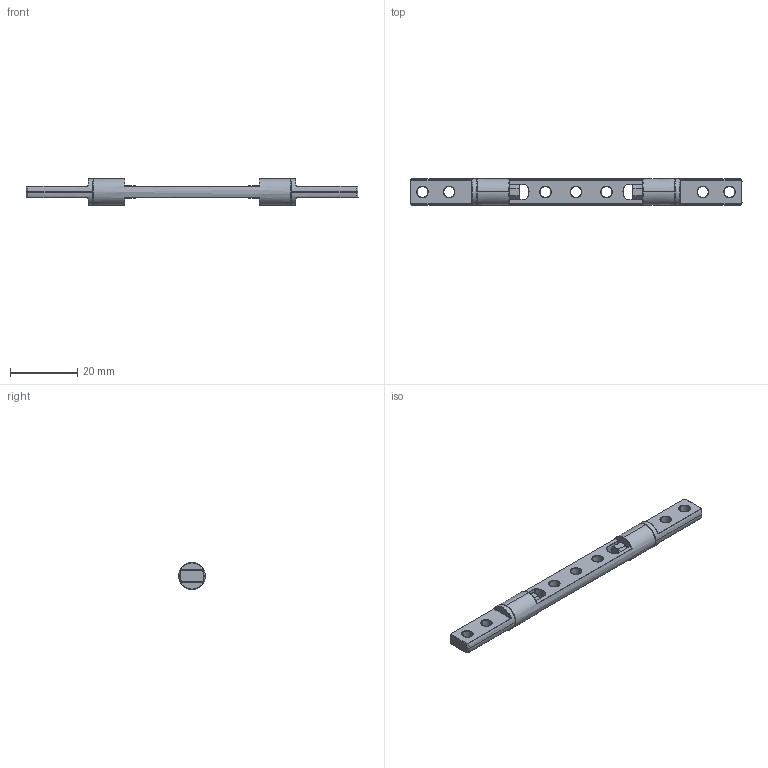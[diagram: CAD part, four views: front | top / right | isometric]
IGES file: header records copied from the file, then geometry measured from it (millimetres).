
Start section: SolidWorks IGES file using analytic representation for surfaces
Global section: file name: HGT-BXX-8DTL.IGS; native system: SolidWorks 2016; preprocessor: SolidWorks 2016; author: death; date: 200610.143123; units: millimetre
Bounding box: 99 x 8 x 8 mm (x, y, z)
Surface area: 3607.3 mm2 (no closed solid volume)
Topology: 0 solids, 0 shells, 377 faces, 3502 edges, 3494 vertices
Faces by surface type: bspline 236, revolution 141
